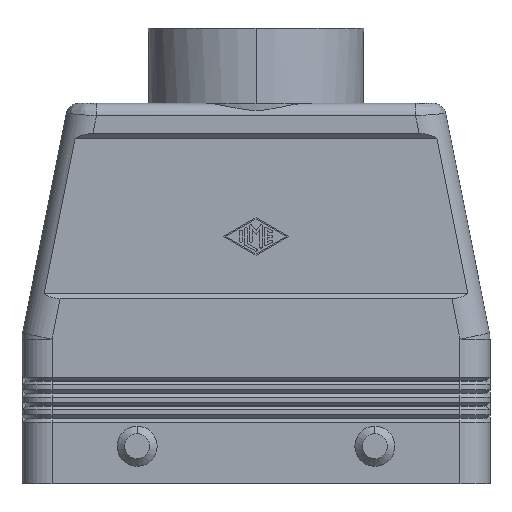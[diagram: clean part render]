
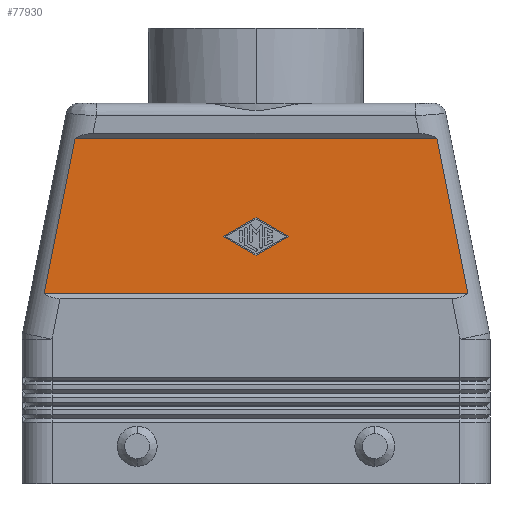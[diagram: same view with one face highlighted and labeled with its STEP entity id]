
A CAD part, front view. The second image highlights one B-rep face of the part: STEP entity #77930.
In plain terms, the highlighted planar face has unit normal (0, -1, 0).
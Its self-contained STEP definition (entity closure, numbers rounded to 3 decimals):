
#4860=CARTESIAN_POINT('',(42.323,-20.5,38.));
#4870=VERTEX_POINT('',#4860);
#4900=CARTESIAN_POINT('',(36.157,-20.5,69.));
#4910=DIRECTION('',(0.195,0.,-0.981));
#4920=VECTOR('',#4910,31.607);
#4930=LINE('',#4900,#4920);
#4940=CARTESIAN_POINT('',(36.157,-20.5,69.));
#4950=VERTEX_POINT('',#4940);
#4960=EDGE_CURVE('',#4950,#4870,#4930,.T.);
#7160=CARTESIAN_POINT('',(-36.157,-20.5,69.));
#7170=VERTEX_POINT('',#7160);
#7200=CARTESIAN_POINT('',(-42.323,-20.5,38.));
#7210=DIRECTION('',(0.195,0.,0.981));
#7220=VECTOR('',#7210,31.607);
#7230=LINE('',#7200,#7220);
#7240=CARTESIAN_POINT('',(-42.323,-20.5,38.));
#7250=VERTEX_POINT('',#7240);
#7260=EDGE_CURVE('',#7250,#7170,#7230,.T.);
#50210=CARTESIAN_POINT('',(-42.323,-20.5,38.));
#50220=DIRECTION('',(1.,0.,0.));
#50230=VECTOR('',#50220,84.646);
#50240=LINE('',#50210,#50230);
#50250=EDGE_CURVE('',#7250,#4870,#50240,.T.);
#54930=CARTESIAN_POINT('',(-6.5,-20.5,49.4));
#54940=VERTEX_POINT('',#54930);
#55110=CARTESIAN_POINT('',(0.,-20.5,45.651));
#55120=VERTEX_POINT('',#55110);
#55150=CARTESIAN_POINT('',(0.,-20.5,45.651));
#55160=DIRECTION('',(-0.866,0.,0.5));
#55170=VECTOR('',#55160,7.504);
#55180=LINE('',#55150,#55170);
#55190=EDGE_CURVE('',#55120,#54940,#55180,.T.);
#62940=CARTESIAN_POINT('',(6.5,-20.5,49.4));
#62950=VERTEX_POINT('',#62940);
#62980=CARTESIAN_POINT('',(6.5,-20.5,49.4));
#62990=DIRECTION('',(-0.866,0.,-0.5));
#63000=VECTOR('',#62990,7.504);
#63010=LINE('',#62980,#63000);
#63020=EDGE_CURVE('',#62950,#55120,#63010,.T.);
#64830=CARTESIAN_POINT('',(0.,-20.5,53.149));
#64840=VERTEX_POINT('',#64830);
#64870=CARTESIAN_POINT('',(0.,-20.5,53.149));
#64880=DIRECTION('',(0.866,0.,-0.5));
#64890=VECTOR('',#64880,7.504);
#64900=LINE('',#64870,#64890);
#64910=EDGE_CURVE('',#64840,#62950,#64900,.T.);
#77660=CARTESIAN_POINT('',(0.,-20.5,69.));
#77670=DIRECTION('',(0.,1.,0.));
#77680=DIRECTION('',(0.,0.,1.));
#77690=AXIS2_PLACEMENT_3D('',#77660,#77670,#77680);
#77700=PLANE('',#77690);
#77710=ORIENTED_EDGE('',*,*,#50250,.T.);
#77720=ORIENTED_EDGE('',*,*,#7260,.F.);
#77730=CARTESIAN_POINT('',(-36.157,-20.5,69.));
#77740=DIRECTION('',(1.,0.,0.));
#77750=VECTOR('',#77740,72.313);
#77760=LINE('',#77730,#77750);
#77770=EDGE_CURVE('',#7170,#4950,#77760,.T.);
#77780=ORIENTED_EDGE('',*,*,#77770,.F.);
#77790=ORIENTED_EDGE('',*,*,#4960,.F.);
#77800=EDGE_LOOP('',(#77790,#77780,#77720,#77710));
#77810=FACE_OUTER_BOUND('',#77800,.T.);
#77820=ORIENTED_EDGE('',*,*,#63020,.T.);
#77830=ORIENTED_EDGE('',*,*,#64910,.T.);
#77840=CARTESIAN_POINT('',(-6.5,-20.5,49.4));
#77850=DIRECTION('',(0.866,0.,0.5));
#77860=VECTOR('',#77850,7.504);
#77870=LINE('',#77840,#77860);
#77880=EDGE_CURVE('',#54940,#64840,#77870,.T.);
#77890=ORIENTED_EDGE('',*,*,#77880,.T.);
#77900=ORIENTED_EDGE('',*,*,#55190,.T.);
#77910=EDGE_LOOP('',(#77900,#77890,#77830,#77820));
#77920=FACE_BOUND('',#77910,.T.);
#77930=ADVANCED_FACE('',(#77810,#77920),#77700,.F.);
